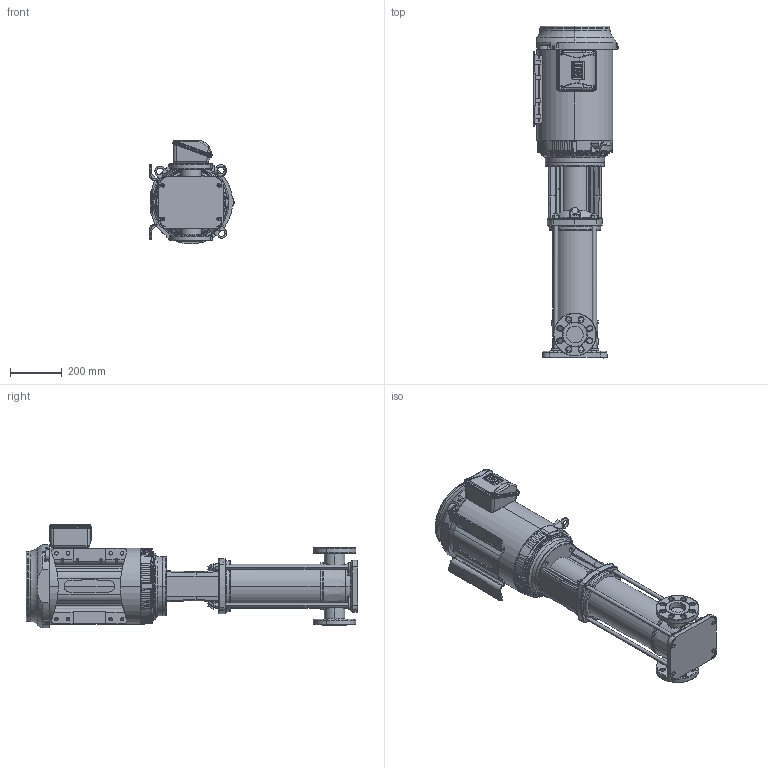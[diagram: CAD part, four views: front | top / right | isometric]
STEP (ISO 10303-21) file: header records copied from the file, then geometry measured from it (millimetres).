
FILE_DESCRIPTION (( 'STEP AP203' ), '1' );
FILE_NAME ('3350088 - MVI-100-8-20 HP-254TC-304-E-575~3.step', '2022-03-31T13:55:06', ( '' ), ( '' ), 'SwSTEP 2.0', 'SolidWorks 2021', '' );
FILE_SCHEMA (( 'CONFIG_CONTROL_DESIGN' ));
Products named in the file (5): MVI PEO - [304-EPDM]_3304088 - MVI-100-8-20 HP-254TC-304-E-S; 3350088 - MVI-100-8-20 HP-254TC-304-E-575~3; TEFC MOTOR_2700103 - NEMA V2 20 HP 254_6TC 575~3 TEFC W; 2700103 - NEMA V2 20 HP 254_6TC 575~3 TEFC; sbi_n_20-8_flange(NEMA)
Assembly tree (4 placements, depth 3):
  3350088 - MVI-100-8-20 HP-254TC-304-E-575~3
    MVI PEO - [304-EPDM]_3304088 - MVI-100-8-20 HP-254TC-304-E-S
      sbi_n_20-8_flange(NEMA)
    TEFC MOTOR_2700103 - NEMA V2 20 HP 254_6TC 575~3 TEFC W
      2700103 - NEMA V2 20 HP 254_6TC 575~3 TEFC
Bounding box: 326.14 x 1280.65 x 400.99 mm (x, y, z)
Volume: 55219330.6 mm3; surface area: 2314558.6 mm2
Topology: 23 solids, 43 shells, 6249 faces, 16489 edges, 10783 vertices
Faces by surface type: plane 2993, cylinder 2349, bspline 500, cone 281, torus 123, sphere 3
Entity records: 248631 total; most frequent: CARTESIAN_POINT 95833, ORIENTED_EDGE 32912, DIRECTION 30326, EDGE_CURVE 16456, VERTEX_POINT 10783, AXIS2_PLACEMENT_3D 10657, VECTOR 9012, LINE 9012
